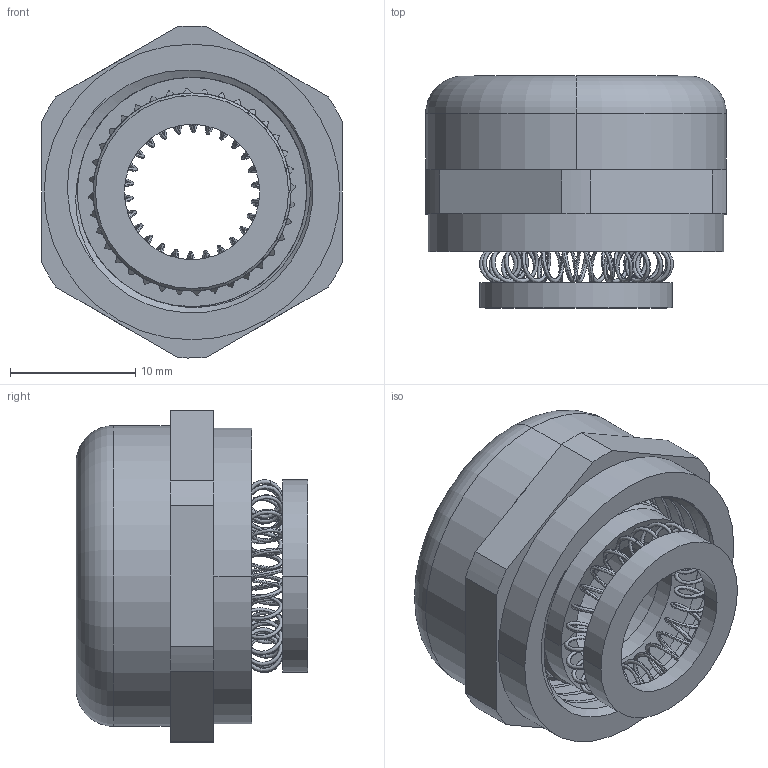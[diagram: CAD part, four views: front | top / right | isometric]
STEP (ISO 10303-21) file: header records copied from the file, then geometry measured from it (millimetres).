
FILE_DESCRIPTION((''),'2;1');
FILE_NAME('WNAMC-M20_D12_3','2019-06-17T',('lishuang.ye'),(''),'PRO/ENGINEER BY PARAMETRIC TECHNOLOGY CORPORATION, 2014320','PRO/ENGINEER BY PARAMETRIC TECHNOLOGY CORPORATION, 2014320','');
FILE_SCHEMA(('CONFIG_CONTROL_DESIGN','SHAPE_APPEARANCE_LAYERS_GROUPS'));
Length unit declared in the file: millimetre
Products named in the file (1): WNAMC-M20_D12_3
Bounding box: 24 x 18.5 x 26.49 mm (x, y, z)
Volume: 4139 mm3; surface area: 4358.3 mm2
Topology: 2 solids, 2 shells, 235 faces, 794 edges, 542 vertices
Faces by surface type: plane 92, cylinder 74, cone 45, bspline 22, torus 2
Entity records: 16923 total; most frequent: CARTESIAN_POINT 10292, ORIENTED_EDGE 1588, DIRECTION 1135, EDGE_CURVE 794, VERTEX_POINT 542, AXIS2_PLACEMENT_3D 423, B_SPLINE_CURVE_WITH_KNOTS 295, VECTOR 289
